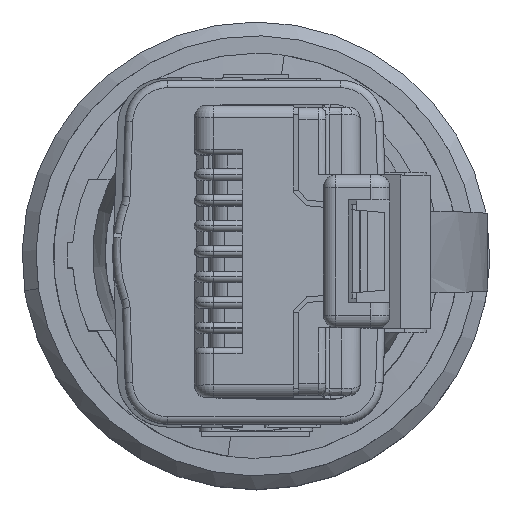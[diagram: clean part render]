
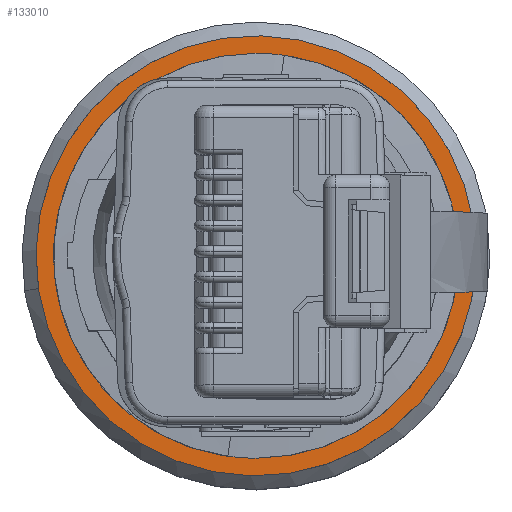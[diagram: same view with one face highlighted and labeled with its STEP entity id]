
A CAD part, top view. The second image highlights one B-rep face of the part: STEP entity #133010.
In plain terms, the highlighted face is planar.
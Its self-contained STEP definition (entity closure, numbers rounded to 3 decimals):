
#92740=CARTESIAN_POINT('',(21.993,38.984,
-42.849));
#92750=VERTEX_POINT('',#92740);
#92870=CARTESIAN_POINT('',(17.951,23.403,
-42.557));
#92880=VERTEX_POINT('',#92870);
#92910=CARTESIAN_POINT('',(19.972,31.193,
-42.703));
#92920=DIRECTION('',(0.015,0.015,
1.));
#92930=DIRECTION('',(-0.251,-0.968,
0.018));
#92940=AXIS2_PLACEMENT_3D('',#92910,#92920,#92930);
#92950=CIRCLE('',#92940,8.05);
#92960=EDGE_CURVE('',#92750,#92880,#92950,.T.);
#132760=CARTESIAN_POINT('',(11.864,33.891,
-42.624));
#132770=DIRECTION('',(0.015,0.015,
1.));
#132780=DIRECTION('',(0.968,-0.251,
-0.01));
#132790=AXIS2_PLACEMENT_3D('',#132760,#132770,#132780);
#132800=PLANE('',#132790);
#132810=EDGE_CURVE('',#92880,#92750,#92950,.T.);
#132820=ORIENTED_EDGE('',*,*,#132810,.F.);
#132830=ORIENTED_EDGE('',*,*,#92960,.F.);
#132840=EDGE_LOOP('',(#132830,#132820));
#132850=FACE_BOUND('',#132840,.T.);
#132860=CARTESIAN_POINT('',(19.972,31.193,
-42.703));
#132870=DIRECTION('',(0.015,0.015,
1.));
#132880=DIRECTION('',(-0.995,0.102,
0.013));
#132890=AXIS2_PLACEMENT_3D('',#132860,#132870,#132880);
#132900=CIRCLE('',#132890,8.75);
#132910=CARTESIAN_POINT('',(11.268,32.09,
-42.588));
#132920=VERTEX_POINT('',#132910);
#132930=CARTESIAN_POINT('',(28.675,30.297,
-42.818));
#132940=VERTEX_POINT('',#132930);
#132950=EDGE_CURVE('',#132920,#132940,#132900,.T.);
#132960=ORIENTED_EDGE('',*,*,#132950,.T.);
#132970=EDGE_CURVE('',#132940,#132920,#132900,.T.);
#132980=ORIENTED_EDGE('',*,*,#132970,.T.);
#132990=EDGE_LOOP('',(#132980,#132960));
#133000=FACE_OUTER_BOUND('',#132990,.T.);
#133010=ADVANCED_FACE('',(#132850,#133000),#132800,.T.);
